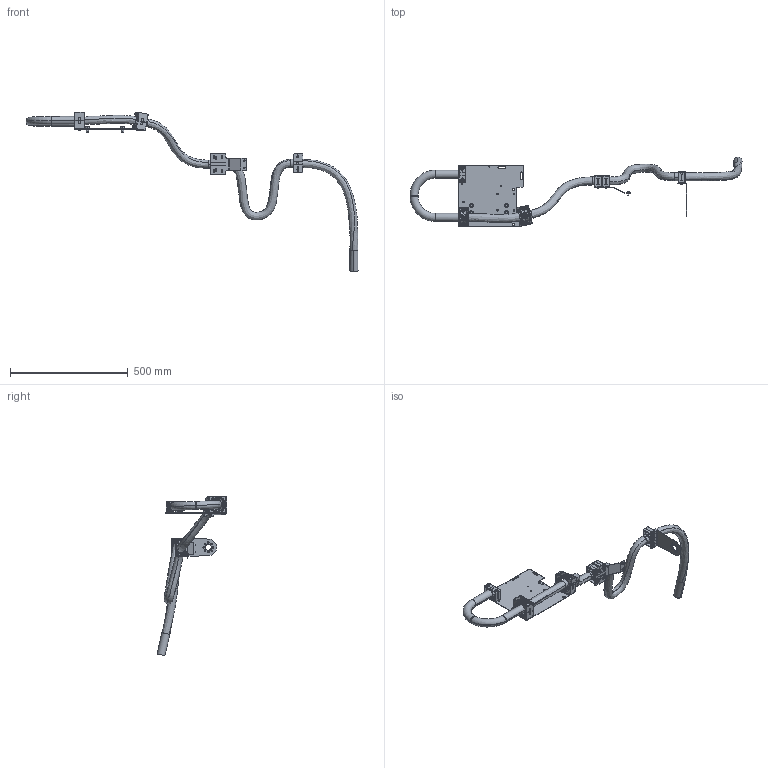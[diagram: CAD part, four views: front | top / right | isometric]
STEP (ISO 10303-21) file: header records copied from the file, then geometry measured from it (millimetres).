
FILE_DESCRIPTION (( 'STEP AP203' ), '1' );
FILE_NAME ('P2303.STEP', '2018-11-30T09:48:57', ( '' ), ( '' ), 'SwSTEP 2.0', 'SolidWorks 2017', '' );
FILE_SCHEMA (( 'CONFIG_CONTROL_DESIGN' ));
Products named in the file (1): P2303
Bounding box: 1411.29 x 296.74 x 677.62 mm (x, y, z)
Volume: 1226411.1 mm3; surface area: 901951.8 mm2
Topology: 35 solids, 35 shells, 2923 faces, 7547 edges, 4718 vertices
Faces by surface type: cylinder 1064, plane 921, bspline 530, torus 188, cone 132, sphere 88
Entity records: 111710 total; most frequent: CARTESIAN_POINT 42955, ORIENTED_EDGE 14902, DIRECTION 13867, EDGE_CURVE 7451, AXIS2_PLACEMENT_3D 5326, VERTEX_POINT 4718, VECTOR 3215, LINE 3215
